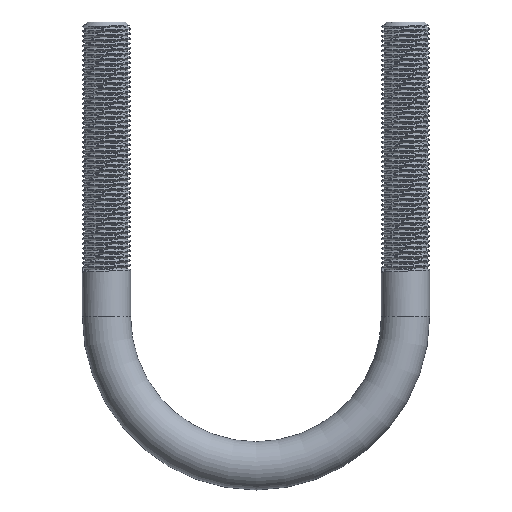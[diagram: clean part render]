
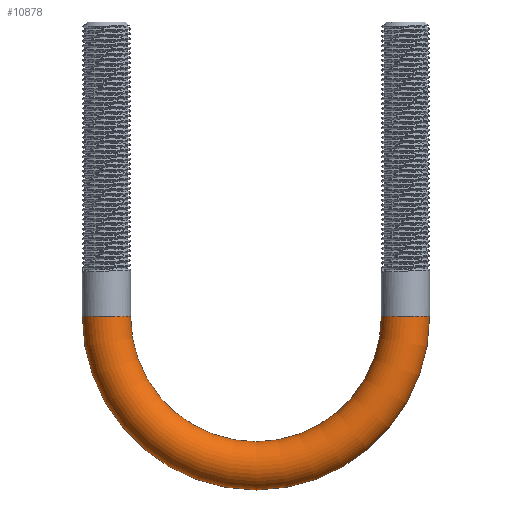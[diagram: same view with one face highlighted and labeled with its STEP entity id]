
A CAD part, front view. The second image highlights one B-rep face of the part: STEP entity #10878.
In plain terms, the highlighted toroidal (fillet/blend) face has major radius 31 mm and minor radius 5 mm.
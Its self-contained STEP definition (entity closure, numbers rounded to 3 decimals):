
#352 = CARTESIAN_POINT ( 'NONE',  ( 14.5, 0., -132.642 ) ) ;
#1442 = VERTEX_POINT ( 'NONE', #7856 ) ;
#1764 = AXIS2_PLACEMENT_3D ( 'NONE', #3182, #17545, #10473 ) ;
#1773 = FACE_OUTER_BOUND ( 'NONE', #14514, .T. ) ;
#2464 = DIRECTION ( 'NONE',  ( 1., 0., 0. ) ) ;
#2621 = VERTEX_POINT ( 'NONE', #11823 ) ;
#2653 = CARTESIAN_POINT ( 'NONE',  ( -11.5, 0., -132.642 ) ) ;
#2942 = VERTEX_POINT ( 'NONE', #15710 ) ;
#3025 = DIRECTION ( 'NONE',  ( 0., 1., 0. ) ) ;
#3046 = AXIS2_PLACEMENT_3D ( 'NONE', #7027, #16866, #18702 ) ;
#3136 = AXIS2_PLACEMENT_3D ( 'NONE', #352, #6204, #17402 ) ;
#3182 = CARTESIAN_POINT ( 'NONE',  ( 14.5, 0., -132.642 ) ) ;
#3958 = CIRCLE ( 'NONE', #3046, 5. ) ;
#4973 = AXIS2_PLACEMENT_3D ( 'NONE', #5249, #9661, #2464 ) ;
#5249 = CARTESIAN_POINT ( 'NONE',  ( 45.5, 0., -132.642 ) ) ;
#5810 = TOROIDAL_SURFACE ( 'NONE', #18026, 31., 5. ) ;
#5950 = ORIENTED_EDGE ( 'NONE', *, *, #18600, .T. ) ;
#6204 = DIRECTION ( 'NONE',  ( 0., 1., 0. ) ) ;
#6984 = CIRCLE ( 'NONE', #1764, 36. ) ;
#7027 = CARTESIAN_POINT ( 'NONE',  ( -16.5, 0., -132.642 ) ) ;
#7637 = DIRECTION ( 'NONE',  ( 0., 0., 1. ) ) ;
#7856 = CARTESIAN_POINT ( 'NONE',  ( 40.5, 0., -132.642 ) ) ;
#8272 = EDGE_CURVE ( 'NONE', #1442, #2621, #13838, .T. ) ;
#8380 = CIRCLE ( 'NONE', #3136, 26. ) ;
#9661 = DIRECTION ( 'NONE',  ( 0., 0., 1. ) ) ;
#10473 = DIRECTION ( 'NONE',  ( 0., 0., 1. ) ) ;
#10878 = ADVANCED_FACE ( 'NONE', ( #1773 ), #5810, .T. ) ;
#11046 = EDGE_CURVE ( 'NONE', #12446, #2942, #3958, .T. ) ;
#11823 = CARTESIAN_POINT ( 'NONE',  ( 50.5, 0., -132.642 ) ) ;
#12446 = VERTEX_POINT ( 'NONE', #2653 ) ;
#12884 = ORIENTED_EDGE ( 'NONE', *, *, #14925, .F. ) ;
#13050 = ORIENTED_EDGE ( 'NONE', *, *, #11046, .T. ) ;
#13838 = CIRCLE ( 'NONE', #4973, 5. ) ;
#14496 = ORIENTED_EDGE ( 'NONE', *, *, #8272, .F. ) ;
#14514 = EDGE_LOOP ( 'NONE', ( #12884, #14496, #5950, #13050 ) ) ;
#14925 = EDGE_CURVE ( 'NONE', #2621, #2942, #6984, .T. ) ;
#15710 = CARTESIAN_POINT ( 'NONE',  ( -21.5, 0., -132.642 ) ) ;
#16246 = CARTESIAN_POINT ( 'NONE',  ( 14.5, 0., -132.642 ) ) ;
#16866 = DIRECTION ( 'NONE',  ( 0., 0., -1. ) ) ;
#17402 = DIRECTION ( 'NONE',  ( 0., 0., 1. ) ) ;
#17545 = DIRECTION ( 'NONE',  ( 0., 1., 0. ) ) ;
#18026 = AXIS2_PLACEMENT_3D ( 'NONE', #16246, #3025, #7637 ) ;
#18600 = EDGE_CURVE ( 'NONE', #1442, #12446, #8380, .T. ) ;
#18702 = DIRECTION ( 'NONE',  ( -1., 0., 0. ) ) ;
